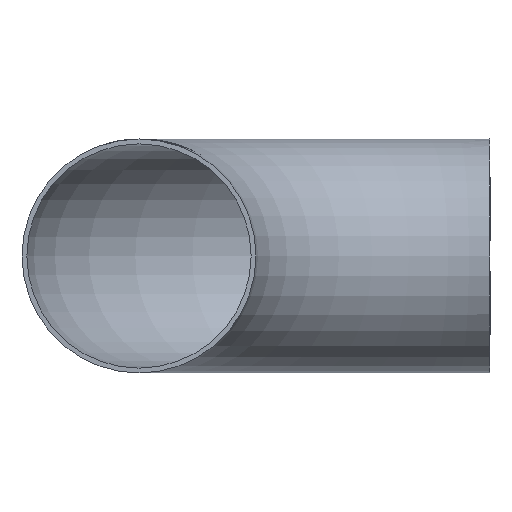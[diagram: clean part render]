
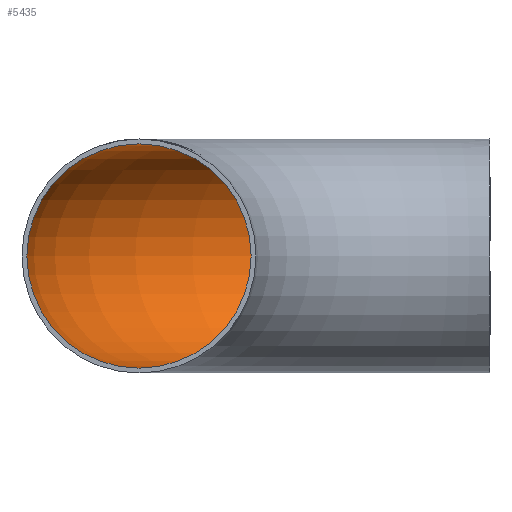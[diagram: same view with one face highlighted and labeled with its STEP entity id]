
A CAD part, front view. The second image highlights one B-rep face of the part: STEP entity #5435.
In plain terms, the highlighted toroidal (fillet/blend) face has major radius 152.4 mm and minor radius 48.692 mm.
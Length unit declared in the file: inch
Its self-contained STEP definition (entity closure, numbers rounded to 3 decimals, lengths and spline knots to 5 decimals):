
#15=CIRCLE('',#5601,1.917);
#16=CIRCLE('',#5602,1.917);
#49=FACE_BOUND('',#1510,.T.);
#1175=FACE_OUTER_BOUND('',#1509,.T.);
#1509=EDGE_LOOP('',(#5070));
#1510=EDGE_LOOP('',(#5071));
#2610=VERTEX_POINT('',#12256);
#2611=VERTEX_POINT('',#12258);
#3433=EDGE_CURVE('',#2610,#2610,#15,.T.);
#3434=EDGE_CURVE('',#2611,#2611,#16,.T.);
#5070=ORIENTED_EDGE('',*,*,#3433,.F.);
#5071=ORIENTED_EDGE('',*,*,#3434,.F.);
#5110=TOROIDAL_SURFACE('',#5600,6.,1.917);
#5435=ADVANCED_FACE('',(#1175,#49),#5110,.F.);
#5600=AXIS2_PLACEMENT_3D('',#12255,#6197,#6198);
#5601=AXIS2_PLACEMENT_3D('',#12257,#6199,#6200);
#5602=AXIS2_PLACEMENT_3D('',#12259,#6201,#6202);
#6197=DIRECTION('center_axis',(0.,0.,-1.));
#6198=DIRECTION('ref_axis',(-1.,0.,0.));
#6199=DIRECTION('center_axis',(-1.,0.,0.));
#6200=DIRECTION('ref_axis',(0.,1.,0.));
#6201=DIRECTION('center_axis',(0.,1.,0.));
#6202=DIRECTION('ref_axis',(-1.,0.,0.));
#12255=CARTESIAN_POINT('Origin',(6.,0.,0.));
#12256=CARTESIAN_POINT('',(6.,7.917,0.));
#12257=CARTESIAN_POINT('Origin',(6.,6.,0.));
#12258=CARTESIAN_POINT('',(-1.917,0.,0.));
#12259=CARTESIAN_POINT('Origin',(0.,0.,0.));
